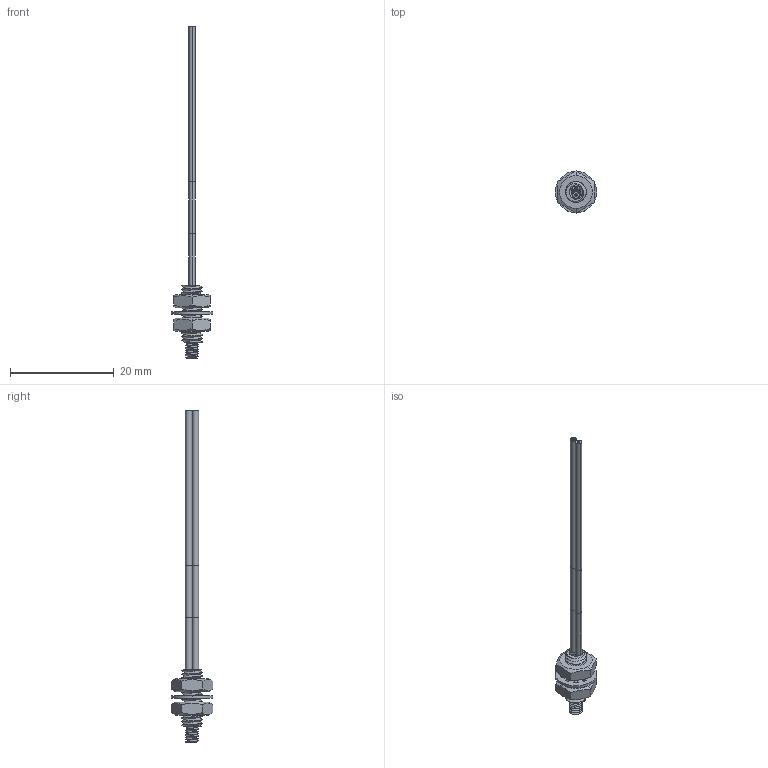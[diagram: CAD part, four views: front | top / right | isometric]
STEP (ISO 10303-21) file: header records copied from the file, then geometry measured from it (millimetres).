
FILE_DESCRIPTION((''),'2;1');
FILE_NAME('161885_ASM','2016-01-05T',('pdmadmin'),(''),'PRO/ENGINEER BY PARAMETRIC TECHNOLOGY CORPORATION, 2013230','PRO/ENGINEER BY PARAMETRIC TECHNOLOGY CORPORATION, 2013230','');
FILE_SCHEMA(('CONFIG_CONTROL_DESIGN'));
Products named in the file (8): 39291_AF3; 40845_AF3; 40844_AF3; 40844_AF2; 39412; 39413; FIBER_CORE_9X_-25_01_1X_-5_02SM; 161885_ASM
Assembly tree (7 placements, depth 2):
  161885_ASM
    39291_AF3
    40845_AF3
    40844_AF3
    40844_AF2
    39412
    39413
    FIBER_CORE_9X_-25_01_1X_-5_02SM
Bounding box: 8 x 8.08 x 63.97 mm (x, y, z)
Volume: 380.7 mm3; surface area: 1848.9 mm2
Topology: 17 solids, 29 shells, 271 faces, 682 edges, 446 vertices
Faces by surface type: cylinder 149, plane 68, bspline 40, cone 12, torus 2
Entity records: 14547 total; most frequent: CARTESIAN_POINT 8082, DIRECTION 1303, ORIENTED_EDGE 1284, EDGE_CURVE 682, AXIS2_PLACEMENT_3D 527, VERTEX_POINT 446, EDGE_LOOP 282, CIRCLE 273
